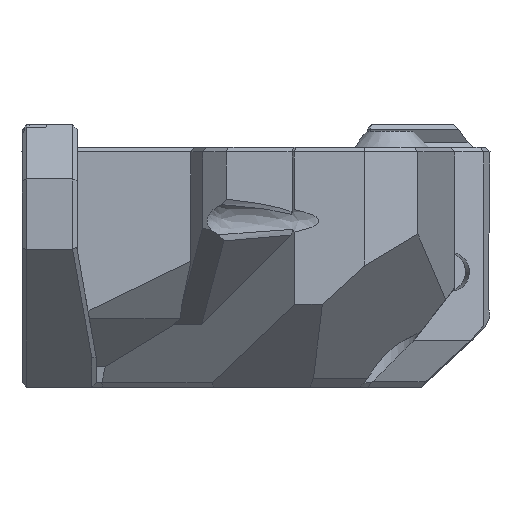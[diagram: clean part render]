
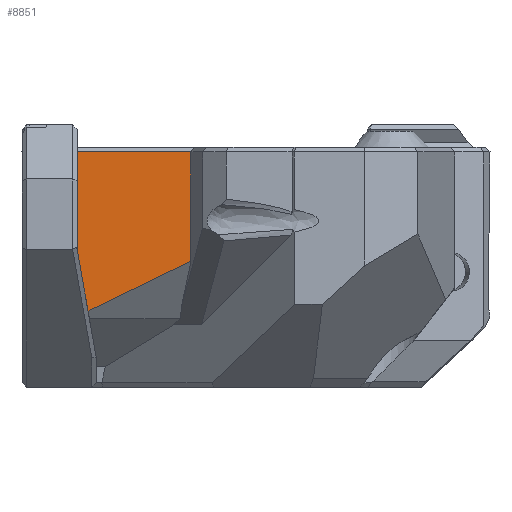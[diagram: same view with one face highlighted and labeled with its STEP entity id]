
A CAD part, left-side view. The second image highlights one B-rep face of the part: STEP entity #8851.
In plain terms, the highlighted planar face has unit normal (-1, 0, 0).
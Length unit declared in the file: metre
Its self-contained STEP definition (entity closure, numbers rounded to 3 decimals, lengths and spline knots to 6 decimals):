
#887=LINE('',#14867,#1794);
#1012=LINE('',#15457,#1919);
#1013=LINE('',#15622,#1920);
#1014=LINE('',#15625,#1921);
#1015=LINE('',#15626,#1922);
#1794=VECTOR('',#11058,1.);
#1919=VECTOR('',#11401,1.);
#1920=VECTOR('',#11414,1.);
#1921=VECTOR('',#11415,1.);
#1922=VECTOR('',#11416,1.);
#3800=ORIENTED_EDGE('',*,*,#5733,.T.);
#3801=ORIENTED_EDGE('',*,*,#5734,.T.);
#3802=ORIENTED_EDGE('',*,*,#5547,.F.);
#3803=ORIENTED_EDGE('',*,*,#5727,.F.);
#3804=ORIENTED_EDGE('',*,*,#5735,.T.);
#5547=EDGE_CURVE('',#6632,#6633,#887,.T.);
#5727=EDGE_CURVE('',#6736,#6632,#1012,.T.);
#5733=EDGE_CURVE('',#6739,#6740,#1013,.T.);
#5734=EDGE_CURVE('',#6740,#6633,#1014,.T.);
#5735=EDGE_CURVE('',#6736,#6739,#1015,.T.);
#6632=VERTEX_POINT('',#14868);
#6633=VERTEX_POINT('',#14869);
#6736=VERTEX_POINT('',#15456);
#6739=VERTEX_POINT('',#15623);
#6740=VERTEX_POINT('',#15624);
#7407=EDGE_LOOP('',(#3800,#3801,#3802,#3803,#3804));
#7968=FACE_BOUND('',#7407,.T.);
#8424=PLANE('',#9550);
#8851=ADVANCED_FACE('',(#7968),#8424,.T.);
#9550=AXIS2_PLACEMENT_3D('',#15621,#11412,#11413);
#11058=DIRECTION('',(0.,0.,1.));
#11401=DIRECTION('',(0.,0.174,0.985));
#11412=DIRECTION('',(-1.,0.,0.));
#11413=DIRECTION('',(0.,-1.,0.));
#11414=DIRECTION('',(0.,0.,1.));
#11415=DIRECTION('',(0.,1.,0.));
#11416=DIRECTION('',(0.,-0.901,0.435));
#14867=CARTESIAN_POINT('',(-0.013379,0.0125,0.01668));
#14868=CARTESIAN_POINT('',(-0.013379,0.0125,0.01216));
#14869=CARTESIAN_POINT('',(-0.013379,0.0125,0.0208));
#15456=CARTESIAN_POINT('',(-0.013379,0.011544,0.006745));
#15457=CARTESIAN_POINT('',(-0.013379,0.012936,0.014628));
#15621=CARTESIAN_POINT('',(-0.013379,0.001321,0.01668));
#15622=CARTESIAN_POINT('',(-0.013379,0.002448,0.01668));
#15623=CARTESIAN_POINT('',(-0.013379,0.002448,0.011135));
#15624=CARTESIAN_POINT('',(-0.013379,0.002448,0.0208));
#15625=CARTESIAN_POINT('',(-0.013379,0.001321,0.0208));
#15626=CARTESIAN_POINT('',(-0.013379,-0.000636,0.012624));
